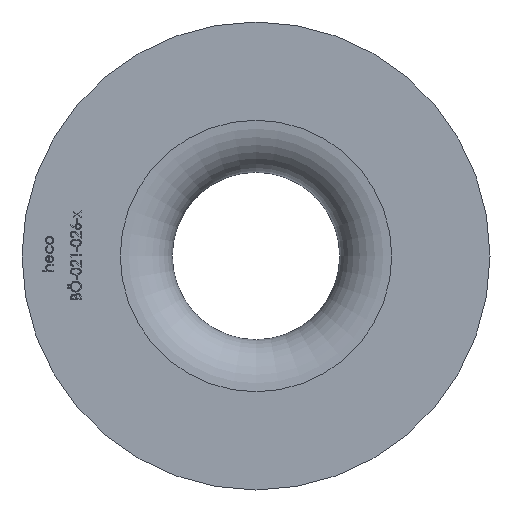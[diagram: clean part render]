
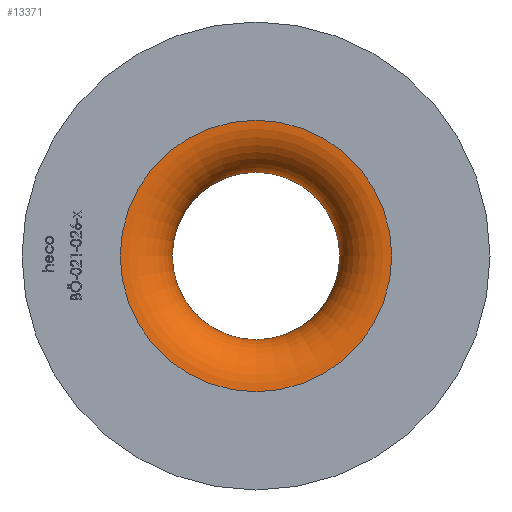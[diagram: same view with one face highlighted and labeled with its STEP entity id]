
A CAD part, left-side view. The second image highlights one B-rep face of the part: STEP entity #13371.
In plain terms, the highlighted toroidal (fillet/blend) face has major radius 13.05 mm and minor radius 5 mm.
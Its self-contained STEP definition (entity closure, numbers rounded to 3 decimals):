
#206 = EDGE_CURVE ( 'NONE', #4869, #4869, #13980, .T. ) ;
#673 = DIRECTION ( 'NONE',  ( 0., 0., 1. ) ) ;
#812 = DIRECTION ( 'NONE',  ( -1., 0., 0. ) ) ;
#1216 = FACE_OUTER_BOUND ( 'NONE', #14129, .T. ) ;
#1424 = CARTESIAN_POINT ( 'NONE',  ( 0., 0., 13.05 ) ) ;
#1759 = CARTESIAN_POINT ( 'NONE',  ( 5., 0., 0. ) ) ;
#3542 = DIRECTION ( 'NONE',  ( -1., 0., 0. ) ) ;
#3685 = VERTEX_POINT ( 'NONE', #8157 ) ;
#4869 = VERTEX_POINT ( 'NONE', #1424 ) ;
#5684 = DIRECTION ( 'NONE',  ( 0., 0., 1. ) ) ;
#5757 = CARTESIAN_POINT ( 'NONE',  ( 5., 0., 0. ) ) ;
#6018 = EDGE_CURVE ( 'NONE', #3685, #3685, #12318, .T. ) ;
#6232 = AXIS2_PLACEMENT_3D ( 'NONE', #6696, #3542, #8013 ) ;
#6344 = TOROIDAL_SURFACE ( 'NONE', #9173, 13.05, 5. ) ;
#6696 = CARTESIAN_POINT ( 'NONE',  ( 0., 0., 0. ) ) ;
#7809 = EDGE_LOOP ( 'NONE', ( #8384 ) ) ;
#8013 = DIRECTION ( 'NONE',  ( 0., 0., 1. ) ) ;
#8091 = AXIS2_PLACEMENT_3D ( 'NONE', #1759, #812, #673 ) ;
#8157 = CARTESIAN_POINT ( 'NONE',  ( 5., 0., 8.05 ) ) ;
#8384 = ORIENTED_EDGE ( 'NONE', *, *, #206, .T. ) ;
#9173 = AXIS2_PLACEMENT_3D ( 'NONE', #5757, #12367, #5684 ) ;
#11420 = FACE_OUTER_BOUND ( 'NONE', #7809, .T. ) ;
#12318 = CIRCLE ( 'NONE', #8091, 8.05 ) ;
#12367 = DIRECTION ( 'NONE',  ( -1., 0., 0. ) ) ;
#13053 = ORIENTED_EDGE ( 'NONE', *, *, #6018, .F. ) ;
#13371 = ADVANCED_FACE ( 'NONE', ( #1216, #11420 ), #6344, .T. ) ;
#13980 = CIRCLE ( 'NONE', #6232, 13.05 ) ;
#14129 = EDGE_LOOP ( 'NONE', ( #13053 ) ) ;
